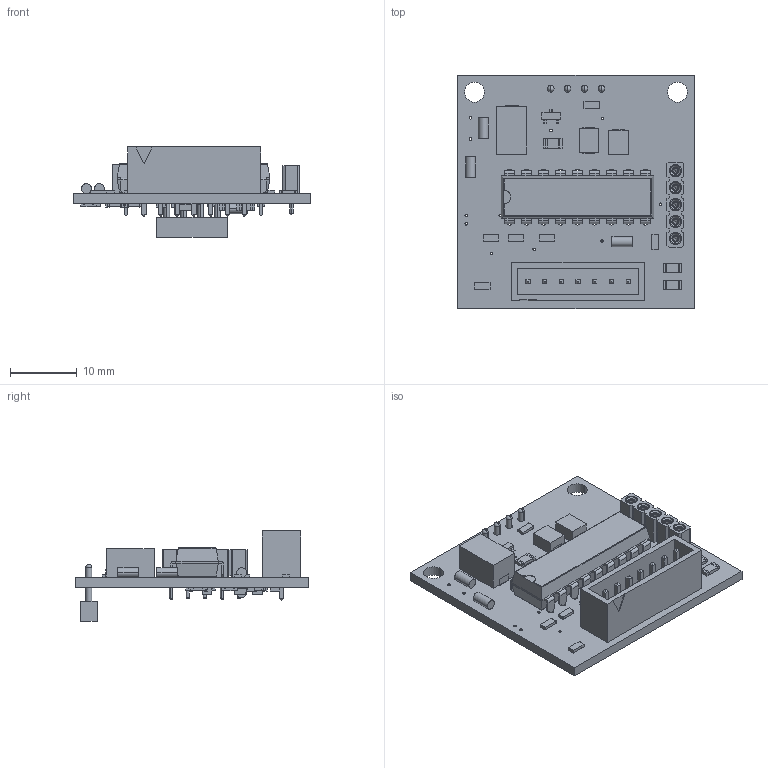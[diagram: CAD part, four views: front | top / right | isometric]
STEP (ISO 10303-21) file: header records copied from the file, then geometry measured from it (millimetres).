
FILE_DESCRIPTION(('PCB Model'),'2;1');
FILE_NAME('MiniTrip.STEP', '2022-12-26T18:54:38',('Vitality'),('Unspecified'), 'Open CASCADE STEP processor 6.8','Proteus','Unknown');
FILE_SCHEMA(('CONFIG_CONTROL_DESIGN','SHAPE_APPEARANCE_LAYER_MIM'));
Length unit declared in the file: millimetre
Products named in the file (94): Open CASCADE STEP translator 6.8 1; Layer_1; LCD1; Open CASCADE STEP translator 6.8 1.2.1; Body_1; Pin_1; Pin_2; Pin_3; Pin_4; J2; Open CASCADE STEP translator 6.8 1.3.1; C3; Open CASCADE STEP translator 6.8 1.4.1; U1; Open CASCADE STEP translator 6.8 1.5.1; D1; Open CASCADE STEP translator 6.8 1.6.1; C6; C2; Open CASCADE STEP translator 6.8 1.8.1; C4; Open CASCADE STEP translator 6.8 1.9.1; R13; Open CASCADE STEP translator 6.8 1.10.1; R6*; R5*; R3; C1; R12; R9; R8; R1; R7; R10; R11; U2; Open CASCADE STEP translator 6.8 1.22.1; J1; Open CASCADE STEP translator 6.8 1.23.1; =>[0:1:1:2] ...
Assembly tree (119 placements, depth 6):
  Open CASCADE STEP translator 6.8 1
    Layer_1
    LCD1
      Open CASCADE STEP translator 6.8 1.2.1
        Body_1
        Pin_1
        Pin_2
        Pin_3
        Pin_4
    J2
      Open CASCADE STEP translator 6.8 1.3.1
        Body_1
    C3
      Open CASCADE STEP translator 6.8 1.4.1
        Body_1
        Pin_1
        Pin_2
    U1
      Open CASCADE STEP translator 6.8 1.5.1
        Body_1
        Pin_1
        Pin_2
        Pin_3
    D1
      Open CASCADE STEP translator 6.8 1.6.1
        Body_1
    C6
      Open CASCADE STEP translator 6.8 1.4.1
        Body_1
        Pin_1
        Pin_2
    C2
      Open CASCADE STEP translator 6.8 1.8.1
        Body_1
        Pin_1
        Pin_2
    C4
      Open CASCADE STEP translator 6.8 1.9.1
        Body_1
        Pin_1
        Pin_2
    R13
      Open CASCADE STEP translator 6.8 1.10.1
        Body_1
        Pin_1
        Pin_2
    R6*
      Open CASCADE STEP translator 6.8 1.10.1
        Body_1
        Pin_1
        Pin_2
    R5*
      Open CASCADE STEP translator 6.8 1.10.1
        Body_1
        Pin_1
        Pin_2
    R3
      Open CASCADE STEP translator 6.8 1.10.1
        Body_1
        Pin_1
Bounding box: 35.4 x 34.9 x 13.5 mm (x, y, z)
Volume: 3373.3 mm3; surface area: 5843.9 mm2
Topology: 112 solids, 112 shells, 1603 faces, 3859 edges, 2465 vertices
Faces by surface type: plane 1164, cylinder 300, cone 100, sphere 21, torus 10, extrusion 8
Entity records: 38205 total; most frequent: CARTESIAN_POINT 5078, DIRECTION 5002, ORIENTED_EDGE 4694, EDGE_CURVE 2347, VECTOR 1720, LINE 1718, AXIS2_PLACEMENT_3D 1641, VERTEX_POINT 1481
